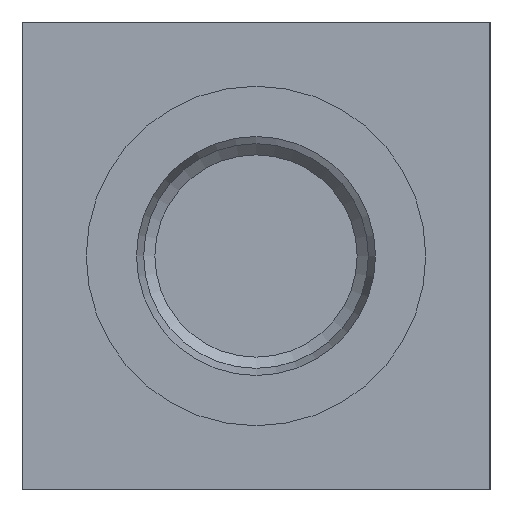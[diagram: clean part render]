
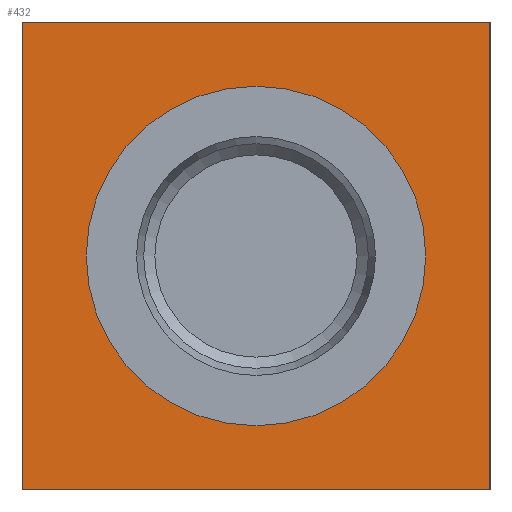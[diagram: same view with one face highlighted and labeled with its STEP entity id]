
A CAD part, left-side view. The second image highlights one B-rep face of the part: STEP entity #432.
In plain terms, the highlighted planar face has unit normal (-1, 0, 0).
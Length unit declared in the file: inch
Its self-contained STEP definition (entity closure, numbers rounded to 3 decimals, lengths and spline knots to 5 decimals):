
#432 = ADVANCED_FACE( '', ( #990, #991 ), #992, .F. );
#990 = FACE_BOUND( '', #1647, .T. );
#991 = FACE_OUTER_BOUND( '', #1648, .T. );
#992 = PLANE( '', #1649 );
#1647 = EDGE_LOOP( '', ( #2825 ) );
#1648 = EDGE_LOOP( '', ( #2826, #2827, #2828, #2829 ) );
#1649 = AXIS2_PLACEMENT_3D( '', #2830, #2831, #2832 );
#2825 = ORIENTED_EDGE( '', *, *, #3886, .T. );
#2826 = ORIENTED_EDGE( '', *, *, #3713, .F. );
#2827 = ORIENTED_EDGE( '', *, *, #3719, .F. );
#2828 = ORIENTED_EDGE( '', *, *, #3887, .F. );
#2829 = ORIENTED_EDGE( '', *, *, #3770, .F. );
#2830 = CARTESIAN_POINT( '', ( 0., 0., 0. ) );
#2831 = DIRECTION( '', ( 1., 0., 0. ) );
#2832 = DIRECTION( '', ( 0., 0., -1. ) );
#3713 = EDGE_CURVE( '', #4479, #4480, #4481, .T. );
#3719 = EDGE_CURVE( '', #4489, #4479, #4490, .T. );
#3770 = EDGE_CURVE( '', #4480, #4570, #4571, .T. );
#3886 = EDGE_CURVE( '', #4726, #4726, #4727, .T. );
#3887 = EDGE_CURVE( '', #4570, #4489, #4728, .T. );
#4479 = VERTEX_POINT( '', #5486 );
#4480 = VERTEX_POINT( '', #5487 );
#4481 = LINE( '', #5488, #5489 );
#4489 = VERTEX_POINT( '', #5499 );
#4490 = LINE( '', #5500, #5501 );
#4570 = VERTEX_POINT( '', #5594 );
#4571 = LINE( '', #5595, #5596 );
#4726 = VERTEX_POINT( '', #5801 );
#4727 = CIRCLE( '', #5802, 0.816 );
#4728 = LINE( '', #5803, #5804 );
#5486 = CARTESIAN_POINT( '', ( 0., 2.25, 0. ) );
#5487 = CARTESIAN_POINT( '', ( 0., 2.25, 2.25 ) );
#5488 = CARTESIAN_POINT( '', ( 0., 2.25, 0. ) );
#5489 = VECTOR( '', #6377, 39.37008 );
#5499 = CARTESIAN_POINT( '', ( 0., 0., 0. ) );
#5500 = CARTESIAN_POINT( '', ( 0., 0., 0. ) );
#5501 = VECTOR( '', #6386, 39.37008 );
#5594 = CARTESIAN_POINT( '', ( 0., 0., 2.25 ) );
#5595 = CARTESIAN_POINT( '', ( 0., 2.25, 2.25 ) );
#5596 = VECTOR( '', #6469, 39.37008 );
#5801 = CARTESIAN_POINT( '', ( 0., 1.125, 0.309 ) );
#5802 = AXIS2_PLACEMENT_3D( '', #6586, #6587, #6588 );
#5803 = CARTESIAN_POINT( '', ( 0., 0., 2.25 ) );
#5804 = VECTOR( '', #6589, 39.37008 );
#6377 = DIRECTION( '', ( 0., 0., 1. ) );
#6386 = DIRECTION( '', ( 0., 1., 0. ) );
#6469 = DIRECTION( '', ( 0., -1., 0. ) );
#6586 = CARTESIAN_POINT( '', ( 0., 1.125, 1.125 ) );
#6587 = DIRECTION( '', ( 1., 0., 0. ) );
#6588 = DIRECTION( '', ( 0., 0., -1. ) );
#6589 = DIRECTION( '', ( 0., 0., -1. ) );
